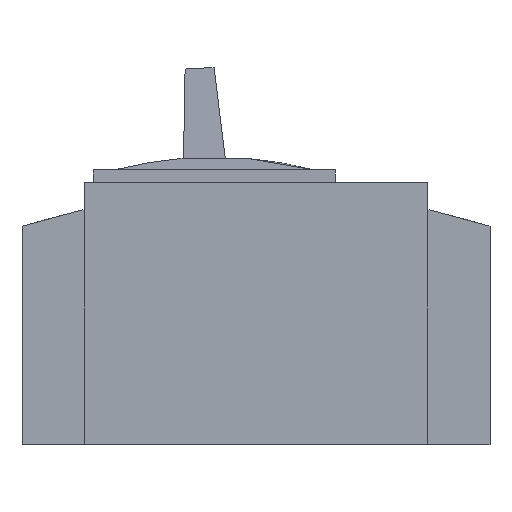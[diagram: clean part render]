
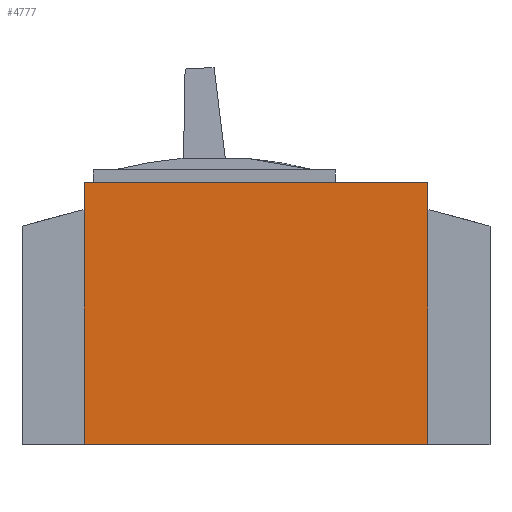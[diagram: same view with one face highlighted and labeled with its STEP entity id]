
A CAD part, left-side view. The second image highlights one B-rep face of the part: STEP entity #4777.
In plain terms, the highlighted planar face has unit normal (-1, 0, 0).
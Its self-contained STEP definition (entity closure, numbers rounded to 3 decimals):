
#230=ORIENTED_EDGE('',*,*,#1529,.F.);
#231=ORIENTED_EDGE('',*,*,#1554,.F.);
#232=ORIENTED_EDGE('',*,*,#1551,.F.);
#233=ORIENTED_EDGE('',*,*,#1508,.F.);
#1508=EDGE_CURVE('',#2175,#2169,#2634,.T.);
#1529=EDGE_CURVE('',#2196,#2175,#2655,.T.);
#1551=EDGE_CURVE('',#2169,#2216,#2677,.T.);
#1554=EDGE_CURVE('',#2216,#2196,#2680,.T.);
#2169=VERTEX_POINT('',#6752);
#2175=VERTEX_POINT('',#6764);
#2196=VERTEX_POINT('',#6808);
#2216=VERTEX_POINT('',#6851);
#2634=LINE('',#6765,#3234);
#2655=LINE('',#6807,#3255);
#2677=LINE('',#6850,#3277);
#2680=LINE('',#6856,#3280);
#3234=VECTOR('',#5462,1000.);
#3255=VECTOR('',#5485,1000.);
#3277=VECTOR('',#5509,1000.);
#3280=VECTOR('',#5514,1000.);
#3827=EDGE_LOOP('',(#230,#231,#232,#233));
#4189=FACE_BOUND('',#3827,.T.);
#4540=PLANE('',#5087);
#4777=ADVANCED_FACE('',(#4189),#4540,.F.);
#5087=AXIS2_PLACEMENT_3D('',#6859,#5518,#5519);
#5462=DIRECTION('',(0.,-1.,0.));
#5485=DIRECTION('',(0.,0.,1.));
#5509=DIRECTION('',(0.,0.,-1.));
#5514=DIRECTION('',(0.,1.,0.));
#5518=DIRECTION('',(1.,0.,0.));
#5519=DIRECTION('',(0.,0.,-1.));
#6752=CARTESIAN_POINT('',(0.,-67.5,103.));
#6764=CARTESIAN_POINT('',(0.,67.5,103.));
#6765=CARTESIAN_POINT('',(0.,67.5,103.));
#6807=CARTESIAN_POINT('',(0.,67.5,0.));
#6808=CARTESIAN_POINT('',(0.,67.5,0.));
#6850=CARTESIAN_POINT('',(0.,-67.5,103.));
#6851=CARTESIAN_POINT('',(0.,-67.5,0.));
#6856=CARTESIAN_POINT('',(0.,-67.5,0.));
#6859=CARTESIAN_POINT('',(0.,0.,0.));
